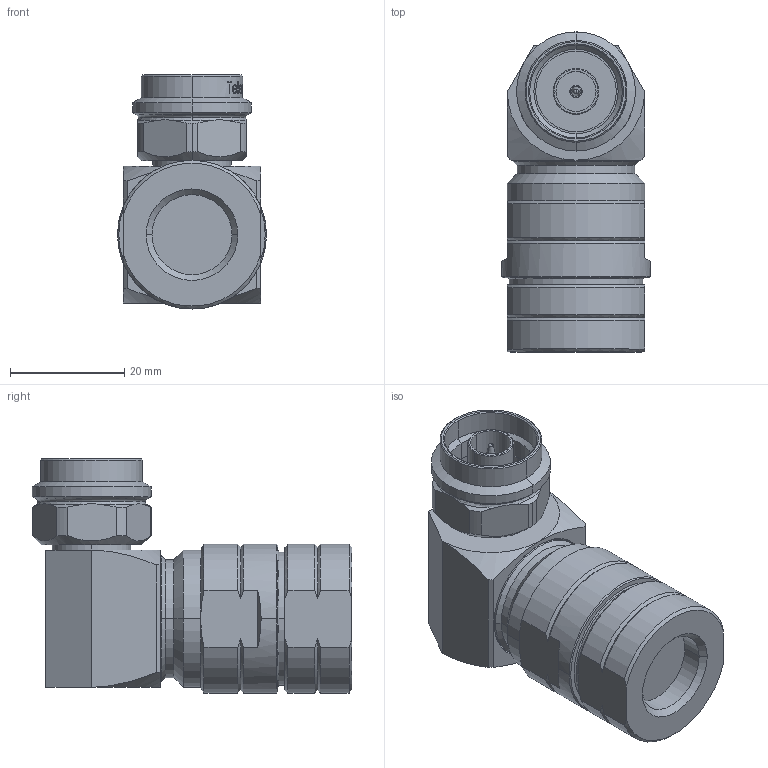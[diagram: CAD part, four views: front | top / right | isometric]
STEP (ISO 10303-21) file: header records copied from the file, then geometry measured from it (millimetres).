
FILE_DESCRIPTION (( 'STEP AP214' ), '1' );
FILE_NAME ('J01020A0147.STEP', '2015-09-22T14:11:07', ( 'Wartung' ), ( '' ), 'SwSTEP 2.0', 'SolidWorks 2015', '' );
FILE_SCHEMA (( 'AUTOMOTIVE_DESIGN' ));
Length unit declared in the file: millimetre
Products named in the file (1): J01020A0147
Bounding box: 26 x 55.9 x 40.92 mm (x, y, z)
Volume: 29031.3 mm3; surface area: 8261 mm2
Topology: 1 solids, 1 shells, 300 faces, 755 edges, 487 vertices
Faces by surface type: plane 89, bspline 85, cylinder 65, cone 53, torus 6, sphere 2
Entity records: 20309 total; most frequent: CARTESIAN_POINT 10520, ORIENTED_EDGE 1510, DIRECTION 1072, EDGE_CURVE 755, VERTEX_POINT 487, AXIS2_PLACEMENT_3D 430, EDGE_LOOP 330, B_SPLINE_CURVE_WITH_KNOTS 323
